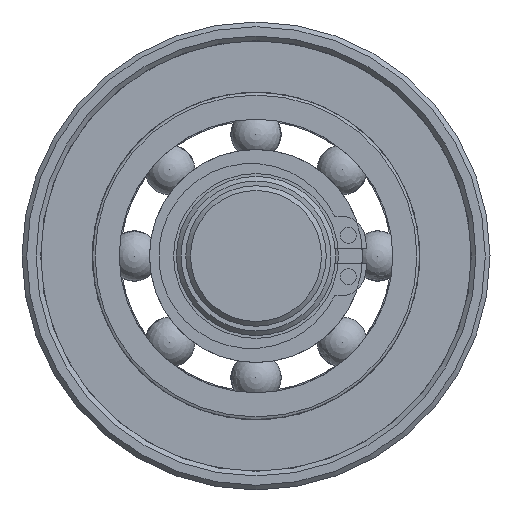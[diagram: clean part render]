
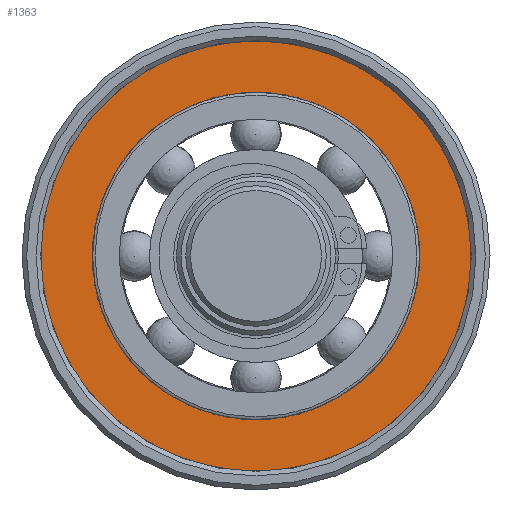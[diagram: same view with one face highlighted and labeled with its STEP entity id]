
A CAD part, left-side view. The second image highlights one B-rep face of the part: STEP entity #1363.
In plain terms, the highlighted planar face has unit normal (-1, 0, 0).
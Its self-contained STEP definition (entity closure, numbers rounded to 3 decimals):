
#224=PLANE($,#1488);
#268=FACE_BOUND($,#440,.T.);
#340=FACE_OUTER_BOUND($,#439,.T.);
#439=EDGE_LOOP($,(#997));
#440=EDGE_LOOP($,(#998));
#564=CIRCLE($,#1479,23.);
#568=CIRCLE($,#1487,17.5);
#656=VERTEX_POINT($,#2105);
#660=VERTEX_POINT($,#2117);
#792=EDGE_CURVE($,#656,#656,#564,.T.);
#796=EDGE_CURVE($,#660,#660,#568,.T.);
#997=ORIENTED_EDGE($,*,*,#792,.F.);
#998=ORIENTED_EDGE($,*,*,#796,.T.);
#1363=ADVANCED_FACE($,(#340,#268),#224,.T.);
#1479=AXIS2_PLACEMENT_3D($,#2106,#1715,#1716);
#1487=AXIS2_PLACEMENT_3D($,#2118,#1731,#1732);
#1488=AXIS2_PLACEMENT_3D($,#2119,#1733,#1734);
#1715=DIRECTION('center_axis',(1.,0.,0.));
#1716=DIRECTION('ref_axis',(0.,1.,0.));
#1731=DIRECTION('center_axis',(1.,0.,0.));
#1732=DIRECTION('ref_axis',(0.,1.,0.));
#1733=DIRECTION('center_axis',(-1.,0.,0.));
#1734=DIRECTION('ref_axis',(0.,0.,1.));
#2105=CARTESIAN_POINT('',(0.,23.,0.));
#2106=CARTESIAN_POINT('Origin',(0.,0.,0.));
#2117=CARTESIAN_POINT('',(0.,17.5,0.));
#2118=CARTESIAN_POINT('Origin',(0.,0.,0.));
#2119=CARTESIAN_POINT('Origin',(0.,20.25,0.));
